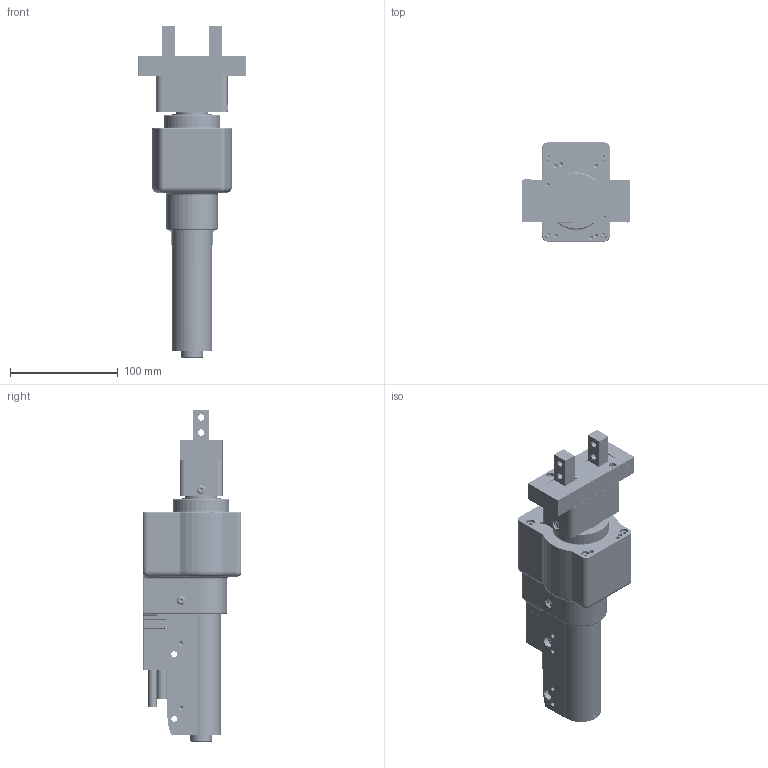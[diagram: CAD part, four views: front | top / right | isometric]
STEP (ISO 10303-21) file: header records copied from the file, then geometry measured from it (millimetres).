
FILE_DESCRIPTION (( 'STEP AP214' ), '1' );
FILE_NAME ('0186-2327_250123_GM51-37Sx120-XP-N_48-22_E70x18-NG_MSxx.STEP', '2025-01-23T09:03:28', ( '' ), ( '' ), 'SwSTEP 2.0', 'SolidWorks 2024', '' );
FILE_SCHEMA (( 'AUTOMOTIVE_DESIGN' ));
Length unit declared in the file: millimetre
Products named in the file (24): 0230-1149_Zyl.-Schr._i-6kt_M4x40_INOX; GM51k-37-GRM; 0180-3959_GM50k-37-Cover; 0230-0265_Lins.-Schr_I-6rd_M4x16_INOX; 0230-1167_Lins.-Schr_I-6rd_M2.5x25_INOX; Kabel_K05; 0230-0344_Lins.-Schr_I-6rd_M4x8_INOX-Tuf; GM51k-37-GBG; GM50-37_PL; GM51k-37-GLM; 5-Pol Stecker^K05-RS01-E70x18; 0180-3971_GM51k-37_SDR; Kabel_Front; Stator_37Sx120-HP; 0160-1379_Lins.-Schr_I-6rd_M2.5x16_INOX; 4-Pol Stecker^K05-RS01-E70x18; GM51k-37-GM; GM50k-37-FGR; GM51-37Sx120-HP-K_36-10-10_RS01-E50x0.8; 0160-3355_Steckergehäuse_Pico-SPOX_5pol_Standard F; 0160-3353_Steckergehäuse_Minifit_jr_4pol; 0186-2327_250123_GM51-37Sx120-XP-N_48-22_E70x18-NG_MSxx; Litze37SFront; K05-RS01-E70x18
Assembly tree (33 placements, depth 4):
  0186-2327_250123_GM51-37Sx120-XP-N_48-22_E70x18-NG_MSxx
    GM51-37Sx120-HP-K_36-10-10_RS01-E50x0.8
      Stator_37Sx120-HP
      GM51k-37-GLM
      GM51k-37-GRM
      0230-0344_Lins.-Schr_I-6rd_M4x8_INOX-Tuf  x2
      0230-1149_Zyl.-Schr._i-6kt_M4x40_INOX  x4
      0160-1379_Lins.-Schr_I-6rd_M2.5x16_INOX  x2
      0230-1167_Lins.-Schr_I-6rd_M2.5x25_INOX  x2
      0180-3971_GM51k-37_SDR
      K05-RS01-E70x18
        0160-3353_Steckergehäuse_Minifit_jr_4pol
        Kabel_K05
        0160-3355_Steckergehäuse_Pico-SPOX_5pol_Standard F
        4-Pol Stecker^K05-RS01-E70x18
        5-Pol Stecker^K05-RS01-E70x18
      Kabel_Front
        0160-3353_Steckergehäuse_Minifit_jr_4pol
        0160-3355_Steckergehäuse_Pico-SPOX_5pol_Standard F
        Litze37SFront
    GM51k-37-GM
      GM51k-37-GBG
      GM50-37_PL
      0230-0265_Lins.-Schr_I-6rd_M4x16_INOX  x2
      0180-3959_GM50k-37-Cover
    GM50k-37-FGR  x2
Bounding box: 100.15 x 92 x 308.66 mm (x, y, z)
Volume: 849118.9 mm3; surface area: 233219 mm2
Topology: 62 solids, 62 shells, 4442 faces, 10562 edges, 6342 vertices
Faces by surface type: plane 2015, cone 1083, cylinder 1057, bspline 206, torus 64, sphere 17
Full cylindrical faces by diameter (mm): 0.5 x20, 0.8 x8, 2 x2, 2.05 x10, 2.4 x6, 2.5 x106, 2.7 x2, 2.8 x1, 2.9 x4, 3.1 x116, 3.3 x14, 3.5 x2, 4 x128, 4.2 x4, 4.3 x2, 4.5 x11, 5 x12, 5.4 x3, 5.5 x3, 6 x50, 6.4 x6, 7 x4, 7.5 x2, 8 x9, 9 x4, 9.5 x1, 10 x7, 12 x3, 12.5 x3, 19 x1
Entity records: 110294 total; most frequent: CARTESIAN_POINT 28825, DIRECTION 13552, ORIENTED_EDGE 12632, EDGE_CURVE 6316, AXIS2_PLACEMENT_3D 4924, VERTEX_POINT 4356, EDGE_LOOP 4106, VECTOR 3704
